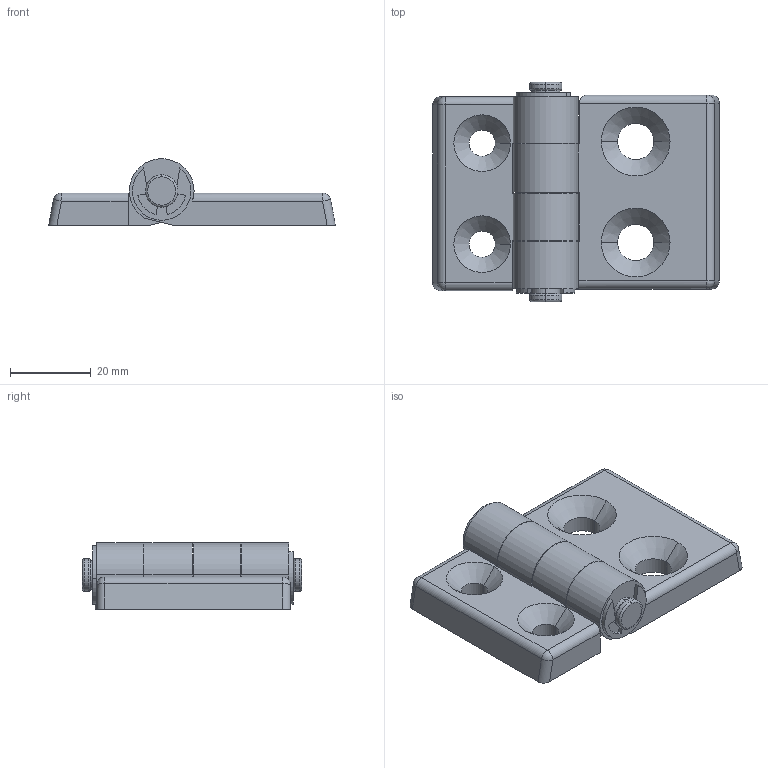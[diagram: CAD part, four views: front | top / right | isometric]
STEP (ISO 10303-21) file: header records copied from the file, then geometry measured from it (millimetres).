
FILE_DESCRIPTION (( 'STEP AP214' ), '1' );
FILE_NAME ('T34 Ïåòëÿ ïëàñòèêîâàÿ.STEP', '2019-06-03T14:09:42', ( 'Windows User' ), ( '' ), 'SwSTEP 2.0', 'SolidWorks 2018', '' );
FILE_SCHEMA (( 'AUTOMOTIVE_DESIGN' ));
Length unit declared in the file: millimetre
Products named in the file (5): T34 扻錪犩_00; T34 Ïåòëÿ ïëàñòèêîâàÿ_00; T34 眈錼鐻00; T34 Ïåòëÿ ïëàñòèêîâàÿ ìàëàÿ ÷àñòü_00; T34 Ïåòëÿ ïëàñòèêîâàÿ
Assembly tree (5 placements, depth 2):
  T34 Ïåòëÿ ïëàñòèêîâàÿ
    T34 Ïåòëÿ ïëàñòèêîâàÿ_00
    T34 Ïåòëÿ ïëàñòèêîâàÿ ìàëàÿ ÷àñòü_00
    T34 眈錼鐻00
    T34 扻錪犩_00  x2
Bounding box: 70.97 x 54.25 x 16.5 mm (x, y, z)
Volume: 26548.3 mm3; surface area: 14541.6 mm2
Topology: 5 solids, 5 shells, 213 faces, 550 edges, 353 vertices
Faces by surface type: plane 114, cylinder 79, cone 8, torus 8, sphere 4
Entity records: 6247 total; most frequent: CARTESIAN_POINT 1081, DIRECTION 1072, ORIENTED_EDGE 1014, EDGE_CURVE 507, AXIS2_PLACEMENT_3D 366, VECTOR 340, LINE 340, VERTEX_POINT 327
